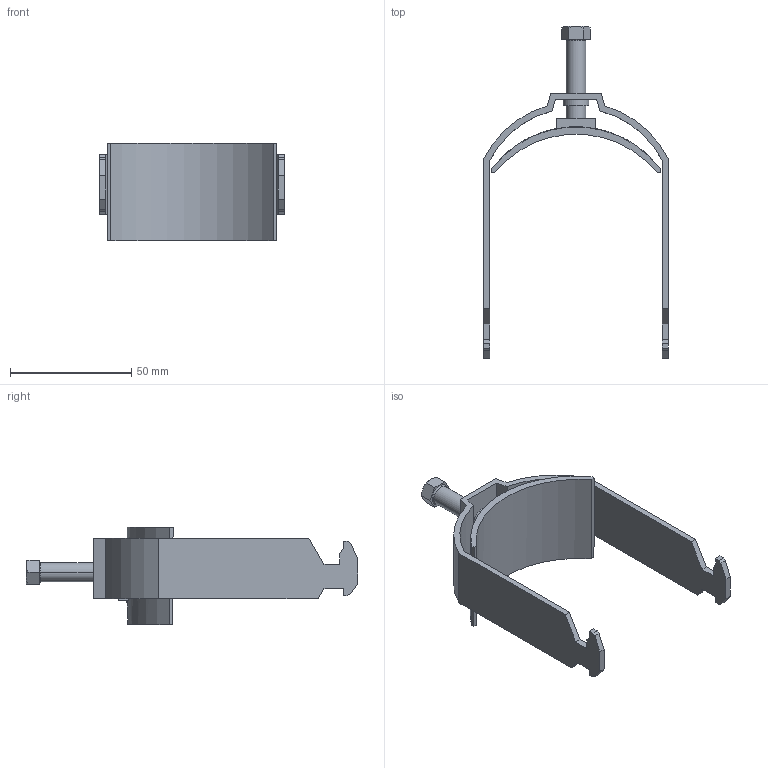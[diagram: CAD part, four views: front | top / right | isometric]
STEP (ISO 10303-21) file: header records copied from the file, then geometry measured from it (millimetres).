
FILE_DESCRIPTION (( 'STEP AP214' ), '1' );
FILE_NAME ('1186369.STEP', '2023-09-06T06:14:29', ( '' ), ( '' ), 'SwSTEP 2.0', 'SolidWorks 2022', '' );
FILE_SCHEMA (( 'AUTOMOTIVE_DESIGN' ));
Length unit declared in the file: millimetre
Products named in the file (5): EB101-00-04_Standard; 157101_1Fach; 1186369; EB104-12-02_Standard; 142313_Druckschraube - M8 x 33
Assembly tree (4 placements, depth 2):
  1186369
    157101_1Fach
    142313_Druckschraube - M8 x 33
    EB101-00-04_Standard
    EB104-12-02_Standard
Bounding box: 76 x 136.75 x 40.11 mm (x, y, z)
Volume: 26711.7 mm3; surface area: 23319.2 mm2
Topology: 4 solids, 4 shells, 269 faces, 690 edges, 452 vertices
Faces by surface type: plane 181, bspline 36, cylinder 36, cone 12, torus 4
Entity records: 10410 total; most frequent: CARTESIAN_POINT 3376, ORIENTED_EDGE 1372, DIRECTION 1182, EDGE_CURVE 686, VECTOR 482, LINE 482, VERTEX_POINT 452, AXIS2_PLACEMENT_3D 350
